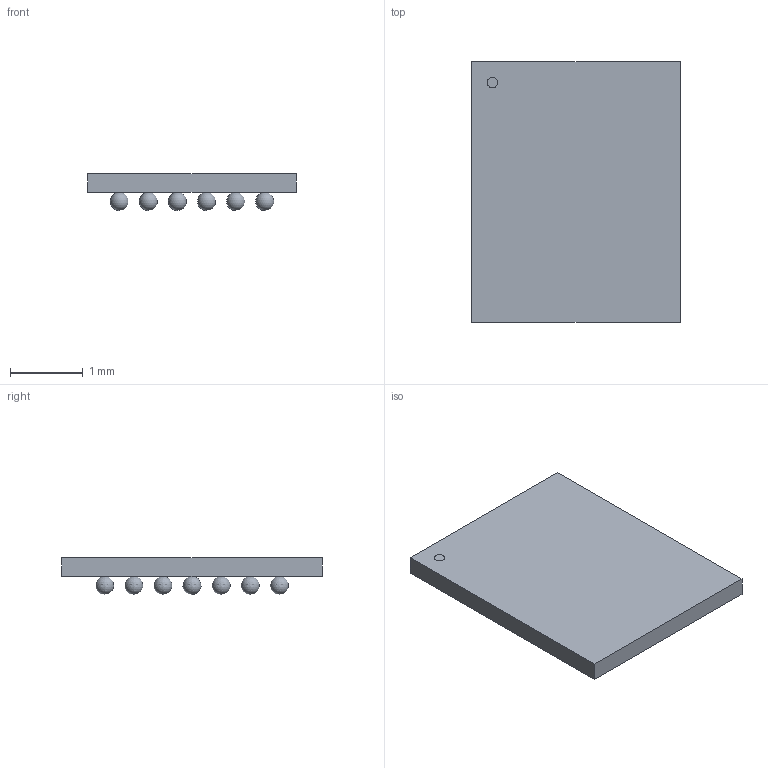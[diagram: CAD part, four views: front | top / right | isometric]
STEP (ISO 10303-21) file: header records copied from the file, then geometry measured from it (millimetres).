
FILE_DESCRIPTION(('STEP AP214'),'1');
FILE_NAME('YFP42_TEX','2022-06-08T06:25:25',(''),(''),'','','');
FILE_SCHEMA(('AUTOMOTIVE_DESIGN'));
Length unit declared in the file: millimetre
Products named in the file (1): product
Bounding box: 2.87 x 3.58 x 0.51 mm (x, y, z)
Volume: 3 mm3; surface area: 32.2 mm2
Topology: 44 solids, 44 shells, 51 faces, 141 edges, 94 vertices
Faces by surface type: sphere 42, plane 8, cylinder 1
Full cylindrical faces by diameter (mm): 0.144 x1
Entity records: 634 total; most frequent: DIRECTION 122, CARTESIAN_POINT 65, AXIS2_PLACEMENT_3D 55, STYLED_ITEM 51, ADVANCED_FACE 51, MANIFOLD_SOLID_BREP 44, CLOSED_SHELL 44, SPHERICAL_SURFACE 42
